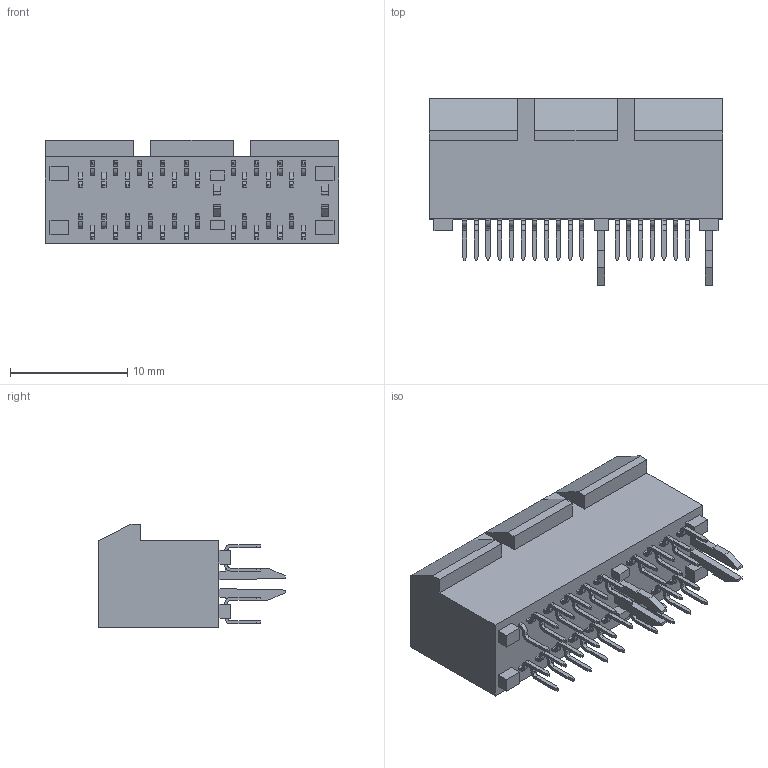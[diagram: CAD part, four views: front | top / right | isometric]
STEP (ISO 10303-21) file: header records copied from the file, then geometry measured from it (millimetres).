
FILE_DESCRIPTION (( 'STEP AP214' ), '1' );
FILE_NAME ('1001878311100TLF.STEP', '2023-04-30T07:40:54', ( '' ), ( '' ), 'SwSTEP 2.0', 'SolidWorks 2021', '' );
FILE_SCHEMA (( 'AUTOMOTIVE_DESIGN' ));
Length unit declared in the file: millimetre
Products named in the file (1): 1001878311100TLF
Bounding box: 25 x 15.9 x 8.8 mm (x, y, z)
Volume: 1728.2 mm3; surface area: 1706.3 mm2
Topology: 41 solids, 41 shells, 687 faces, 1779 edges, 1182 vertices
Faces by surface type: plane 543, cylinder 144
Entity records: 27163 total; most frequent: CARTESIAN_POINT 3649, ORIENTED_EDGE 3558, DIRECTION 3443, EDGE_CURVE 1779, LINE 1491, VECTOR 1491, VERTEX_POINT 1182, AXIS2_PLACEMENT_3D 976
